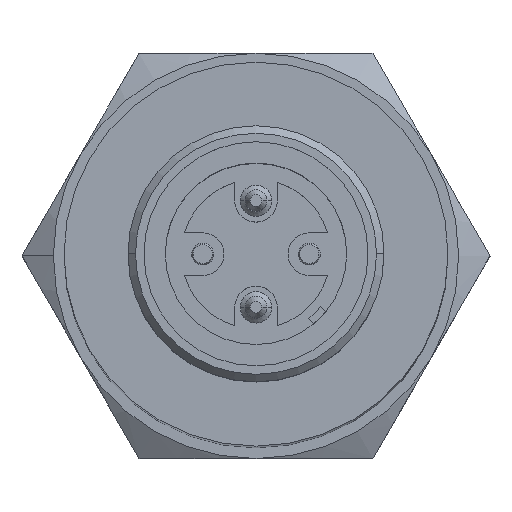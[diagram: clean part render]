
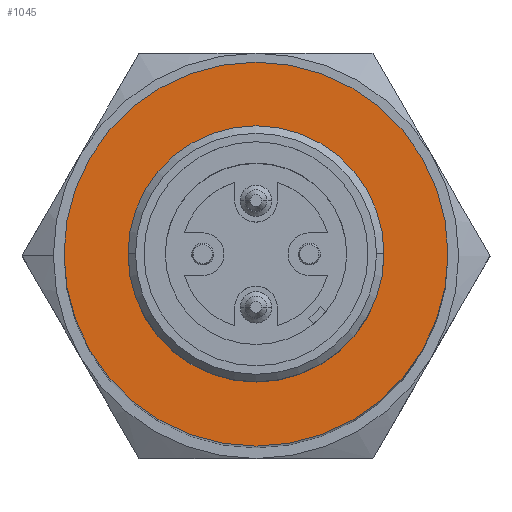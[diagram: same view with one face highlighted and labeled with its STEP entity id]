
A CAD part, top view. The second image highlights one B-rep face of the part: STEP entity #1045.
In plain terms, the highlighted planar face has unit normal (0, 0, 1).
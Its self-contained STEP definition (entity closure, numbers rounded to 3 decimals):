
#198 = CIRCLE ( 'NONE', #3144, 5.549 ) ;
#434 = EDGE_CURVE ( 'NONE', #2482, #2774, #607, .T. ) ;
#468 = EDGE_LOOP ( 'NONE', ( #671, #534 ) ) ;
#498 = CARTESIAN_POINT ( 'NONE',  ( 0., 0., 60.8 ) ) ;
#534 = ORIENTED_EDGE ( 'NONE', *, *, #434, .T. ) ;
#605 = DIRECTION ( 'NONE',  ( 0., 0., 1. ) ) ;
#607 = CIRCLE ( 'NONE', #748, 9. ) ;
#671 = ORIENTED_EDGE ( 'NONE', *, *, #2775, .T. ) ;
#707 = CARTESIAN_POINT ( 'NONE',  ( 0., 0., 60.8 ) ) ;
#748 = AXIS2_PLACEMENT_3D ( 'NONE', #1090, #1126, #1150 ) ;
#749 = DIRECTION ( 'NONE',  ( 1., 0., 0. ) ) ;
#876 = AXIS2_PLACEMENT_3D ( 'NONE', #498, #2359, #749 ) ;
#975 = DIRECTION ( 'NONE',  ( 1., 0., 0. ) ) ;
#1015 = ORIENTED_EDGE ( 'NONE', *, *, #3364, .T. ) ;
#1043 = FACE_BOUND ( 'NONE', #2737, .T. ) ;
#1045 = ADVANCED_FACE ( 'NONE', ( #1043, #2471 ), #3295, .T. ) ;
#1090 = CARTESIAN_POINT ( 'NONE',  ( 0., 0., 60.8 ) ) ;
#1126 = DIRECTION ( 'NONE',  ( 0., 0., 1. ) ) ;
#1150 = DIRECTION ( 'NONE',  ( 1., 0., 0. ) ) ;
#1320 = AXIS2_PLACEMENT_3D ( 'NONE', #2190, #605, #2461 ) ;
#1375 = CARTESIAN_POINT ( 'NONE',  ( -9., 0., 60.8 ) ) ;
#1667 = CIRCLE ( 'NONE', #876, 5.549 ) ;
#1673 = CARTESIAN_POINT ( 'NONE',  ( -5.549, 0., 60.8 ) ) ;
#1862 = CARTESIAN_POINT ( 'NONE',  ( 5.549, 0., 60.8 ) ) ;
#2190 = CARTESIAN_POINT ( 'NONE',  ( 0., 0., 60.8 ) ) ;
#2239 = AXIS2_PLACEMENT_3D ( 'NONE', #2783, #2499, #2486 ) ;
#2269 = ORIENTED_EDGE ( 'NONE', *, *, #2590, .T. ) ;
#2359 = DIRECTION ( 'NONE',  ( 0., 0., -1. ) ) ;
#2461 = DIRECTION ( 'NONE',  ( 1., 0., 0. ) ) ;
#2471 = FACE_OUTER_BOUND ( 'NONE', #468, .T. ) ;
#2482 = VERTEX_POINT ( 'NONE', #3234 ) ;
#2486 = DIRECTION ( 'NONE',  ( 1., 0., 0. ) ) ;
#2497 = VERTEX_POINT ( 'NONE', #1673 ) ;
#2499 = DIRECTION ( 'NONE',  ( 0., 0., 1. ) ) ;
#2583 = DIRECTION ( 'NONE',  ( 0., 0., -1. ) ) ;
#2590 = EDGE_CURVE ( 'NONE', #2497, #3110, #1667, .T. ) ;
#2683 = CIRCLE ( 'NONE', #1320, 9. ) ;
#2737 = EDGE_LOOP ( 'NONE', ( #1015, #2269 ) ) ;
#2774 = VERTEX_POINT ( 'NONE', #1375 ) ;
#2775 = EDGE_CURVE ( 'NONE', #2774, #2482, #2683, .T. ) ;
#2783 = CARTESIAN_POINT ( 'NONE',  ( 0., 0., 60.8 ) ) ;
#3110 = VERTEX_POINT ( 'NONE', #1862 ) ;
#3144 = AXIS2_PLACEMENT_3D ( 'NONE', #707, #2583, #975 ) ;
#3234 = CARTESIAN_POINT ( 'NONE',  ( 9., 0., 60.8 ) ) ;
#3295 = PLANE ( 'NONE',  #2239 ) ;
#3364 = EDGE_CURVE ( 'NONE', #3110, #2497, #198, .T. ) ;
